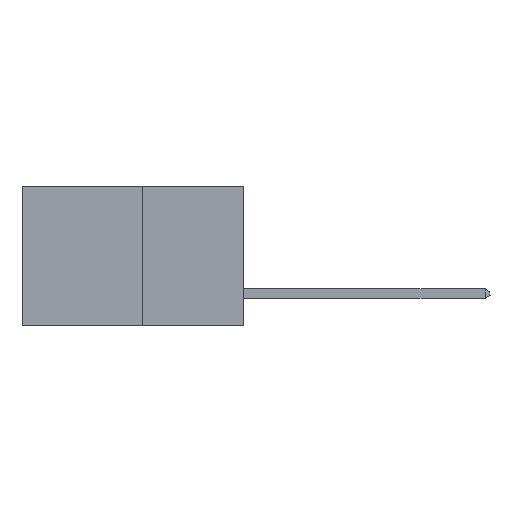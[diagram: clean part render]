
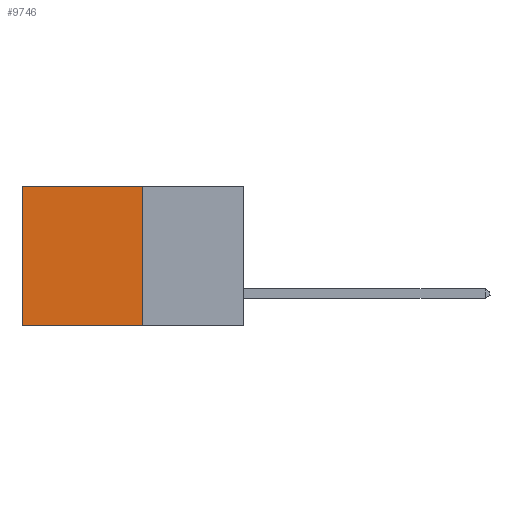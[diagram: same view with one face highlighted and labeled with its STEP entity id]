
A CAD part, left-side view. The second image highlights one B-rep face of the part: STEP entity #9746.
In plain terms, the highlighted planar face has unit normal (-1, 0, 0).
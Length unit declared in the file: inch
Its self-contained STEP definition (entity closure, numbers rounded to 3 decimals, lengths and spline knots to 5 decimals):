
#26 = ORIENTED_EDGE ( 'NONE', *, *, #8077, .F. ) ;
#103 = FACE_OUTER_BOUND ( 'NONE', #5546, .T. ) ;
#269 = DIRECTION ( 'NONE',  ( 1., 0., 0. ) ) ;
#446 = CARTESIAN_POINT ( 'NONE',  ( 0.277, 0.27, 0. ) ) ;
#827 = VERTEX_POINT ( 'NONE', #4410 ) ;
#1140 = CARTESIAN_POINT ( 'NONE',  ( 0.277, 0.59, -0.37 ) ) ;
#1302 = DIRECTION ( 'NONE',  ( 0., 0., -1. ) ) ;
#1352 = CARTESIAN_POINT ( 'NONE',  ( 0.277, 0.27, -0.37 ) ) ;
#1885 = CARTESIAN_POINT ( 'NONE',  ( 0.277, 0.27, 0. ) ) ;
#2677 = VECTOR ( 'NONE', #9429, 39.37008 ) ;
#3434 = AXIS2_PLACEMENT_3D ( 'NONE', #7289, #269, #6454 ) ;
#4410 = CARTESIAN_POINT ( 'NONE',  ( 0.277, 0.59, 0. ) ) ;
#4613 = EDGE_CURVE ( 'NONE', #827, #8960, #7974, .T. ) ;
#5148 = CARTESIAN_POINT ( 'NONE',  ( 0.277, 0.27, -0.37 ) ) ;
#5333 = EDGE_CURVE ( 'NONE', #6866, #827, #9736, .T. ) ;
#5546 = EDGE_LOOP ( 'NONE', ( #6532, #11118, #26, #9388 ) ) ;
#5567 = CARTESIAN_POINT ( 'NONE',  ( 0.277, 0.27, -0.37 ) ) ;
#5602 = PLANE ( 'NONE',  #3434 ) ;
#5950 = VECTOR ( 'NONE', #1302, 39.37008 ) ;
#6454 = DIRECTION ( 'NONE',  ( 0., 0., -1. ) ) ;
#6532 = ORIENTED_EDGE ( 'NONE', *, *, #4613, .T. ) ;
#6606 = EDGE_CURVE ( 'NONE', #8265, #8960, #7311, .T. ) ;
#6687 = CARTESIAN_POINT ( 'NONE',  ( 0.277, 0.59, -0.37 ) ) ;
#6866 = VERTEX_POINT ( 'NONE', #1885 ) ;
#7288 = DIRECTION ( 'NONE',  ( 0., 0., -1. ) ) ;
#7289 = CARTESIAN_POINT ( 'NONE',  ( 0.277, 0.27, -0.37 ) ) ;
#7311 = LINE ( 'NONE', #5148, #2677 ) ;
#7435 = VECTOR ( 'NONE', #10126, 39.37008 ) ;
#7974 = LINE ( 'NONE', #1140, #5950 ) ;
#8077 = EDGE_CURVE ( 'NONE', #6866, #8265, #10913, .T. ) ;
#8265 = VERTEX_POINT ( 'NONE', #1352 ) ;
#8623 = VECTOR ( 'NONE', #7288, 39.37008 ) ;
#8960 = VERTEX_POINT ( 'NONE', #6687 ) ;
#9388 = ORIENTED_EDGE ( 'NONE', *, *, #5333, .T. ) ;
#9429 = DIRECTION ( 'NONE',  ( 0., 1., 0. ) ) ;
#9736 = LINE ( 'NONE', #446, #7435 ) ;
#9746 = ADVANCED_FACE ( 'NONE', ( #103 ), #5602, .F. ) ;
#10126 = DIRECTION ( 'NONE',  ( 0., 1., 0. ) ) ;
#10913 = LINE ( 'NONE', #5567, #8623 ) ;
#11118 = ORIENTED_EDGE ( 'NONE', *, *, #6606, .F. ) ;
